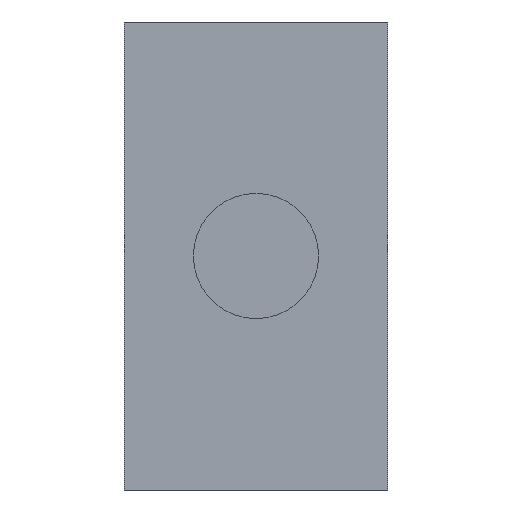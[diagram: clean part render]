
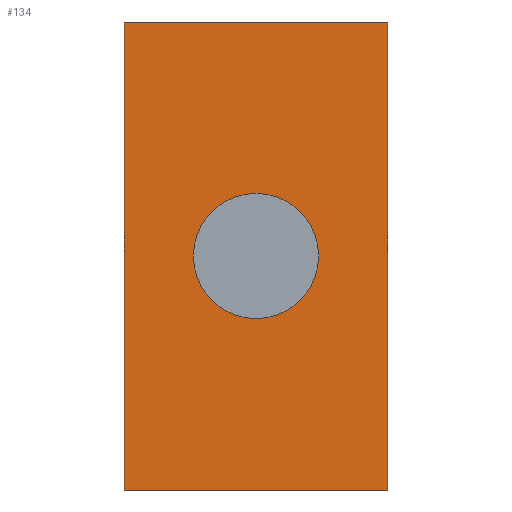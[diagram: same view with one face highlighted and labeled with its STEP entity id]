
A CAD part, left-side view. The second image highlights one B-rep face of the part: STEP entity #134.
In plain terms, the highlighted planar face has unit normal (-1, 0, 0).
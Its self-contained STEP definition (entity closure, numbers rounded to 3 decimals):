
#134 = ADVANCED_FACE( '', ( #300, #301 ), #302, .F. );
#300 = FACE_BOUND( '', #469, .T. );
#301 = FACE_OUTER_BOUND( '', #470, .T. );
#302 = PLANE( '', #471 );
#469 = EDGE_LOOP( '', ( #714 ) );
#470 = EDGE_LOOP( '', ( #715, #716, #717, #718 ) );
#471 = AXIS2_PLACEMENT_3D( '', #719, #720, #721 );
#714 = ORIENTED_EDGE( '', *, *, #814, .T. );
#715 = ORIENTED_EDGE( '', *, *, #828, .T. );
#716 = ORIENTED_EDGE( '', *, *, #786, .F. );
#717 = ORIENTED_EDGE( '', *, *, #800, .F. );
#718 = ORIENTED_EDGE( '', *, *, #837, .T. );
#719 = CARTESIAN_POINT( '', ( -45., 18., -16. ) );
#720 = DIRECTION( '', ( 1., 0., 0. ) );
#721 = DIRECTION( '', ( 0., 0., -1. ) );
#786 = EDGE_CURVE( '', #898, #893, #900, .T. );
#800 = EDGE_CURVE( '', #922, #898, #923, .T. );
#814 = EDGE_CURVE( '', #941, #941, #942, .T. );
#828 = EDGE_CURVE( '', #961, #893, #962, .T. );
#837 = EDGE_CURVE( '', #922, #961, #973, .T. );
#893 = VERTEX_POINT( '', #1029 );
#898 = VERTEX_POINT( '', #1036 );
#900 = LINE( '', #1039, #1040 );
#922 = VERTEX_POINT( '', #1062 );
#923 = LINE( '', #1063, #1064 );
#941 = VERTEX_POINT( '', #1084 );
#942 = CIRCLE( '', #1085, 4.283 );
#961 = VERTEX_POINT( '', #1104 );
#962 = LINE( '', #1105, #1106 );
#973 = LINE( '', #1120, #1121 );
#1029 = CARTESIAN_POINT( '', ( -45., 0., 16. ) );
#1036 = CARTESIAN_POINT( '', ( -45., 18., 16. ) );
#1039 = CARTESIAN_POINT( '', ( -45., 18., 16. ) );
#1040 = VECTOR( '', #1189, 1000. );
#1062 = CARTESIAN_POINT( '', ( -45., 18., -16. ) );
#1063 = CARTESIAN_POINT( '', ( -45., 18., -16. ) );
#1064 = VECTOR( '', #1214, 1000. );
#1084 = CARTESIAN_POINT( '', ( -45., 9., 4.283 ) );
#1085 = AXIS2_PLACEMENT_3D( '', #1226, #1227, #1228 );
#1104 = CARTESIAN_POINT( '', ( -45., 0., -16. ) );
#1105 = CARTESIAN_POINT( '', ( -45., 0., -16. ) );
#1106 = VECTOR( '', #1244, 1000. );
#1120 = CARTESIAN_POINT( '', ( -45., 18., -16. ) );
#1121 = VECTOR( '', #1251, 1000. );
#1189 = DIRECTION( '', ( 0., -1., 0. ) );
#1214 = DIRECTION( '', ( 0., 0., 1. ) );
#1226 = CARTESIAN_POINT( '', ( -45., 9., 0. ) );
#1227 = DIRECTION( '', ( 1., 0., 0. ) );
#1228 = DIRECTION( '', ( 0., 0., 1. ) );
#1244 = DIRECTION( '', ( 0., 0., 1. ) );
#1251 = DIRECTION( '', ( 0., -1., 0. ) );
